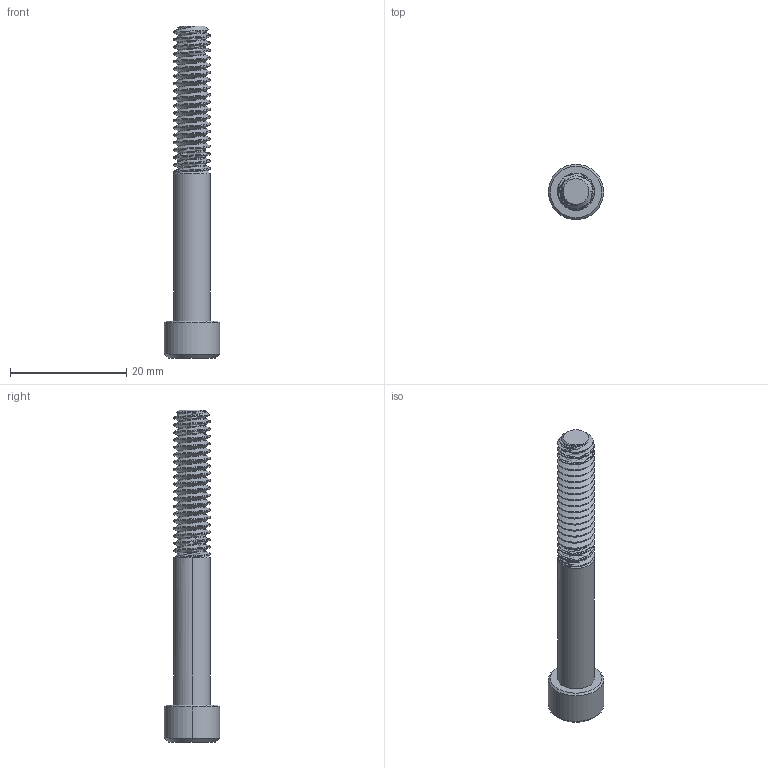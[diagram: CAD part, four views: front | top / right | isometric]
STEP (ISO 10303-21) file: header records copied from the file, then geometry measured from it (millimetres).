
FILE_DESCRIPTION (( 'STEP AP203' ), '1' );
FILE_NAME ('91251A550.step', '2013-11-07T21:30:18', ( '' ), ( '' ), 'SwSTEP 2.0', 'SolidWorks 2010', '' );
FILE_SCHEMA (( 'CONFIG_CONTROL_DESIGN' ));
Length unit declared in the file: inch
Products named in the file (1): 91251A550
Bounding box: 9.53 x 9.53 x 57.15 mm (x, y, z)
Volume: 1793.6 mm3; surface area: 1629.1 mm2
Topology: 1 solids, 1 shells, 112 faces, 304 edges, 196 vertices
Faces by surface type: cylinder 83, cone 17, plane 10, bspline 2
Entity records: 5591 total; most frequent: CARTESIAN_POINT 3185, ORIENTED_EDGE 608, DIRECTION 378, EDGE_CURVE 304, VERTEX_POINT 196, AXIS2_PLACEMENT_3D 137, EDGE_LOOP 114, FACE_OUTER_BOUND 112
